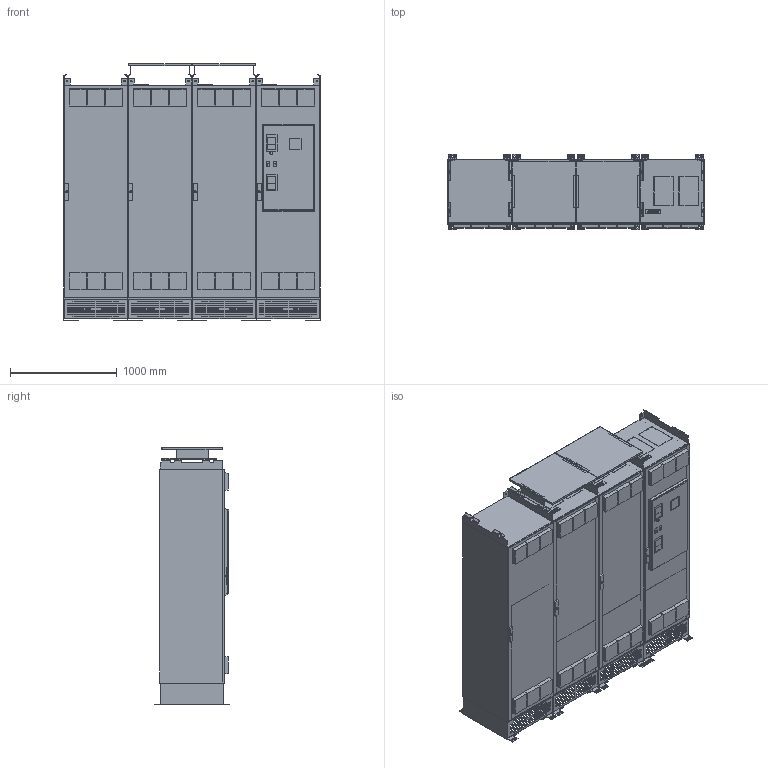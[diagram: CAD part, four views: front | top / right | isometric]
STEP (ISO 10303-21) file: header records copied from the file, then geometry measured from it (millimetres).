
FILE_DESCRIPTION(/* description */ (''),/* implementation_level */ '2;1');
FILE_NAME(/* name */ '181K4980.stp',/* time_stamp */ '2026-01-15T14:58:34+02:00',/* author */ (''),/* organization */ (''),/* preprocessor_version */ 'ST-DEVELOPER v20',/* originating_system */ 'SIEMENS PLM Software NX2312.3002',/* authorisation */ '');
FILE_SCHEMA (('AUTOMOTIVE_DESIGN { 1 0 10303 214 3 1 1 1 }'));
Products named in the file (13): 181K4913; 181K4895; 181K4904_270899ID; 181K4915; 181K4890; 181K4894; 181K4903; 181K5010; 181K4937; 181K4936; 181K4928; 181K4946; 181K4980
Assembly tree (16 placements, depth 3):
  181K4980
    181K4937
    181K4946  x2
      181K4903
      181K4894
      181K4890
      181K4915
    181K4928
      181K4904_270899ID
      181K4895
      181K4890
    181K4936
      181K4913
      181K4894
      181K4890
    181K5010
Bounding box: 2400 x 706.8 x 2402.16 mm (x, y, z)
Volume: 1645625038.5 mm3; surface area: 69768857.9 mm2
Topology: 16 solids, 57 shells, 5424 faces, 14710 edges, 9744 vertices
Faces by surface type: plane 4320, cylinder 678, torus 192, extrusion 124, cone 72, bspline 38
Full cylindrical faces by diameter (mm): 3 x4, 6.5 x8, 7 x9, 8 x1, 8.5 x4, 10 x24, 10.5 x32, 12.2 x4, 13 x12, 15 x12, 15.5 x72, 18 x20, 19.788 x4, 25.854 x2, 26 x6, 28 x1, 28.338 x1, 28.472 x1, 46 x40, 65 x16
Entity records: 144819 total; most frequent: CARTESIAN_POINT 29916, ORIENTED_EDGE 19832, DIRECTION 17928, EDGE_CURVE 9916, VECTOR 8376, LINE 8262, VERTEX_POINT 6798, EDGE_LOOP 5044
